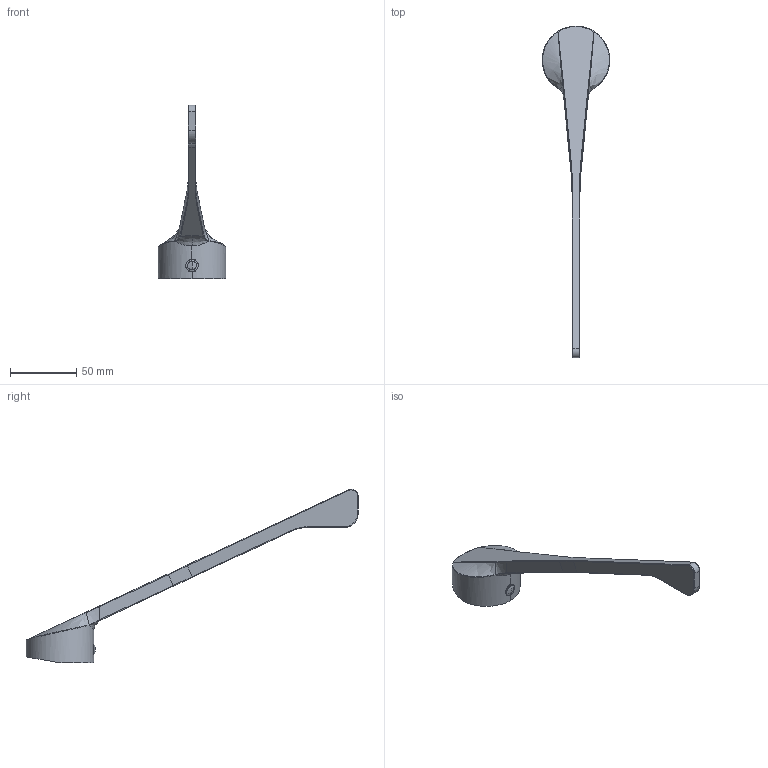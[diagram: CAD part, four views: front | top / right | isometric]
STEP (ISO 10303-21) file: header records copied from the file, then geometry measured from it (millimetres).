
FILE_DESCRIPTION(/* description */ (''),/* implementation_level */ '2;1');
FILE_NAME(/* name */ 'STEP - 9505958',/* time_stamp */ '2025-08-13T09:35:13+10:00',/* author */ (''),/* organization */ (''),/* preprocessor_version */ 'ST-DEVELOPER v16.5',/* originating_system */ 'Rhino 7.37',/* authorisation */ '');
FILE_SCHEMA (('AUTOMOTIVE_DESIGN'));
Length unit declared in the file: millimetre
Products named in the file (1): Document
Bounding box: 51 x 250 x 130.72 mm (x, y, z)
Volume: 34554.2 mm3; surface area: 22779.6 mm2
Topology: 2 solids, 2 shells, 166 faces, 402 edges, 239 vertices
Faces by surface type: bspline 68, cylinder 55, plane 43
Entity records: 8568 total; most frequent: CARTESIAN_POINT 6022, ORIENTED_EDGE 800, EDGE_CURVE 400, B_SPLINE_CURVE_WITH_KNOTS 267, VERTEX_POINT 239, EDGE_LOOP 171, ADVANCED_FACE 166, FACE_OUTER_BOUND 166
